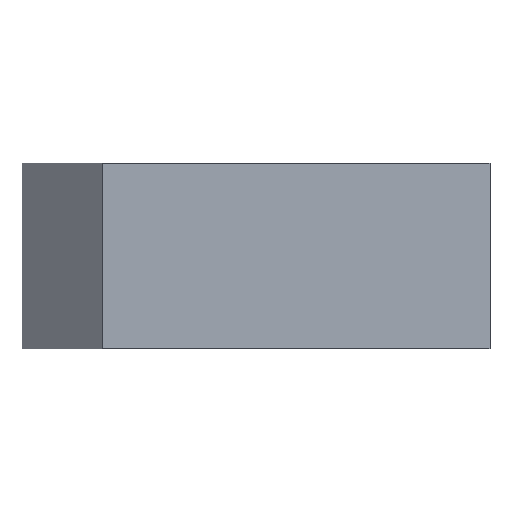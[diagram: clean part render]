
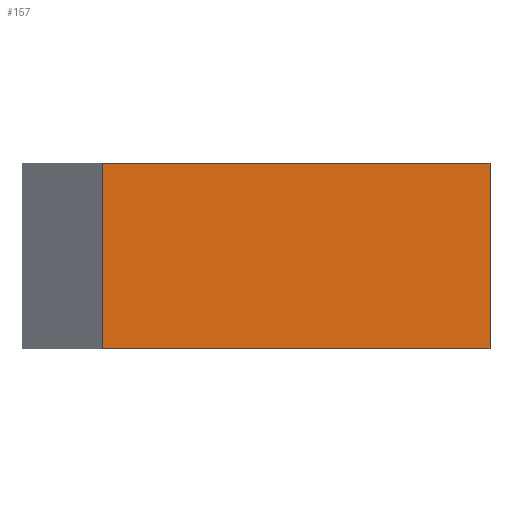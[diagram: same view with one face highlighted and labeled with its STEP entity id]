
A CAD part, left-side view. The second image highlights one B-rep face of the part: STEP entity #157.
In plain terms, the highlighted planar face has unit normal (-1, -0.019, 0).
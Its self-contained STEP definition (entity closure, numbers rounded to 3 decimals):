
#31=FACE_OUTER_BOUND('',#40,.T.);
#40=EDGE_LOOP('',(#113,#114,#115,#116));
#52=LINE('',#267,#65);
#53=LINE('',#269,#66);
#54=LINE('',#271,#67);
#55=LINE('',#272,#68);
#65=VECTOR('',#215,10.);
#66=VECTOR('',#216,10.);
#67=VECTOR('',#217,10.);
#68=VECTOR('',#218,10.);
#78=VERTEX_POINT('',#265);
#79=VERTEX_POINT('',#266);
#80=VERTEX_POINT('',#268);
#81=VERTEX_POINT('',#270);
#92=EDGE_CURVE('',#78,#79,#52,.T.);
#93=EDGE_CURVE('',#80,#78,#53,.T.);
#94=EDGE_CURVE('',#81,#80,#54,.T.);
#95=EDGE_CURVE('',#79,#81,#55,.T.);
#113=ORIENTED_EDGE('',*,*,#92,.F.);
#114=ORIENTED_EDGE('',*,*,#93,.F.);
#115=ORIENTED_EDGE('',*,*,#94,.F.);
#116=ORIENTED_EDGE('',*,*,#95,.F.);
#152=PLANE('',#189);
#157=ADVANCED_FACE('',(#31),#152,.F.);
#189=AXIS2_PLACEMENT_3D('',#264,#213,#214);
#213=DIRECTION('center_axis',(1.,0.019,0.));
#214=DIRECTION('ref_axis',(0.019,-1.,0.));
#215=DIRECTION('',(0.019,-1.,0.));
#216=DIRECTION('',(0.,0.,1.));
#217=DIRECTION('',(-0.019,1.,0.));
#218=DIRECTION('',(0.,0.,-1.));
#264=CARTESIAN_POINT('Origin',(27.43,-72.273,10.));
#265=CARTESIAN_POINT('',(27.43,-72.273,10.));
#266=CARTESIAN_POINT('',(27.829,-93.18,10.));
#267=CARTESIAN_POINT('',(27.531,-77.542,10.));
#268=CARTESIAN_POINT('',(27.43,-72.273,0.));
#269=CARTESIAN_POINT('',(27.43,-72.273,0.));
#270=CARTESIAN_POINT('',(27.829,-93.18,0.));
#271=CARTESIAN_POINT('',(27.531,-77.542,0.));
#272=CARTESIAN_POINT('',(27.829,-93.18,0.));
